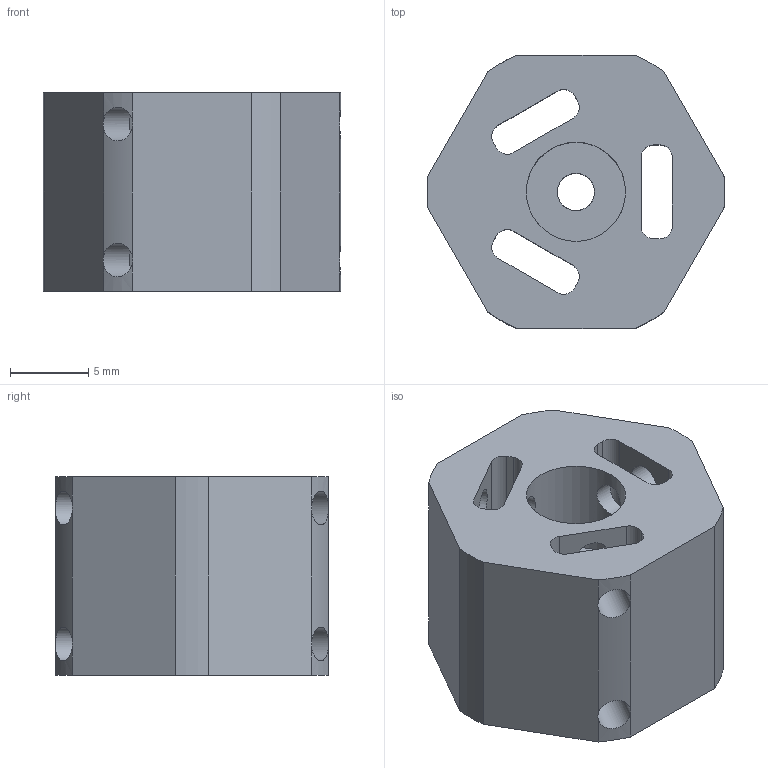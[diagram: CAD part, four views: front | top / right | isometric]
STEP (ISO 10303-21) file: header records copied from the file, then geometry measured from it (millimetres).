
FILE_DESCRIPTION( ( 'Unknown' ), '1' );
FILE_NAME( 'plastic coupler.stp', 'Unknown', ( 'Unknown' ), ( 'Unknown' ), 'XStep 1.0', 'Unknown', ' ' );
FILE_SCHEMA( ( 'CONFIG_CONTROL_DESIGN' ) );
Length unit declared in the file: millimetre
Products named in the file (1): 1
Bounding box: 19.04 x 17.46 x 12.7 mm (x, y, z)
Volume: 2523.9 mm3; surface area: 2053.6 mm2
Topology: 1 solids, 1 shells, 60 faces, 200 edges, 133 vertices
Faces by surface type: cylinder 39, plane 21
Full cylindrical faces by diameter (mm): 2.17 x12, 2.381 x2, 6.35 x1
Entity records: 2468 total; most frequent: CARTESIAN_POINT 747, ORIENTED_EDGE 344, DIRECTION 336, EDGE_CURVE 172, AXIS2_PLACEMENT_3D 126, VERTEX_POINT 121, EDGE_LOOP 99, LINE 84
